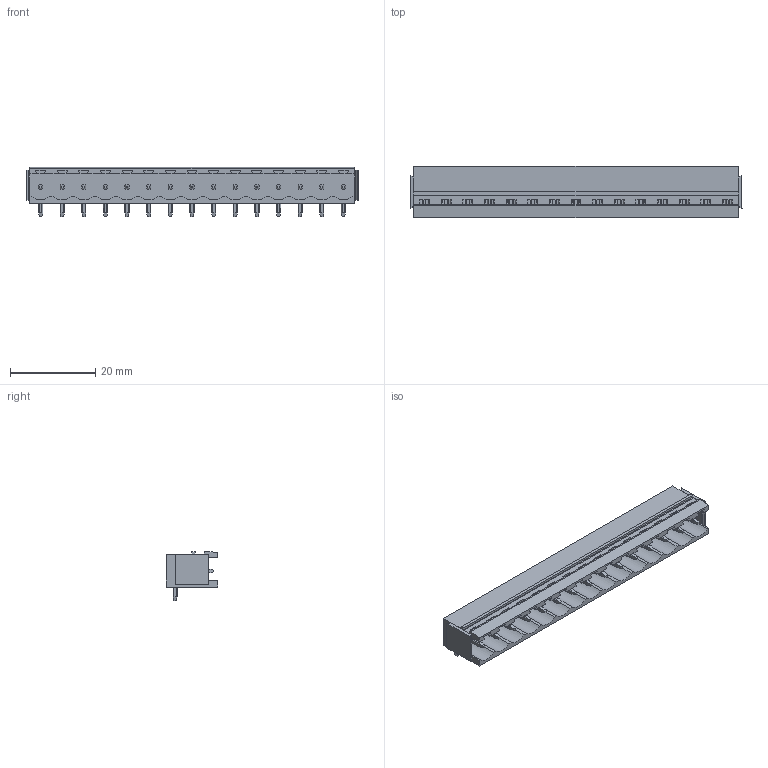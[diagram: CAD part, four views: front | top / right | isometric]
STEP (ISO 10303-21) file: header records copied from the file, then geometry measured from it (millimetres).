
FILE_DESCRIPTION(('CATIA V5 STEP Exchange','CAx-IF Rec.Pracs.--- Model Styling and Organization---1.2---2011-12-15'),'2;1');
FILE_NAME ('D1449349_0', '2018-10-27T07:45:58+00:00', ('none'), ('Weidmueller'), 'CATIA Version 5-6 Release 2014', 'CATIA V5 STEP AP214', 'none');
FILE_SCHEMA(('AUTOMOTIVE_DESIGN { 1 0 10303 214 1 1 1 1 }'));
Length unit declared in the file: millimetre
Products named in the file (1): 1154910000
Bounding box: 77.96 x 12 x 11.63 mm (x, y, z)
Volume: 3563.1 mm3; surface area: 6007.1 mm2
Topology: 16 solids, 16 shells, 767 faces, 2133 edges, 1368 vertices
Faces by surface type: plane 510, cylinder 257
Entity records: 22420 total; most frequent: CARTESIAN_POINT 5058, ORIENTED_EDGE 4266, DIRECTION 2415, EDGE_CURVE 2127, VECTOR 1493, LINE 1493, VERTEX_POINT 1360, EDGE_LOOP 797
